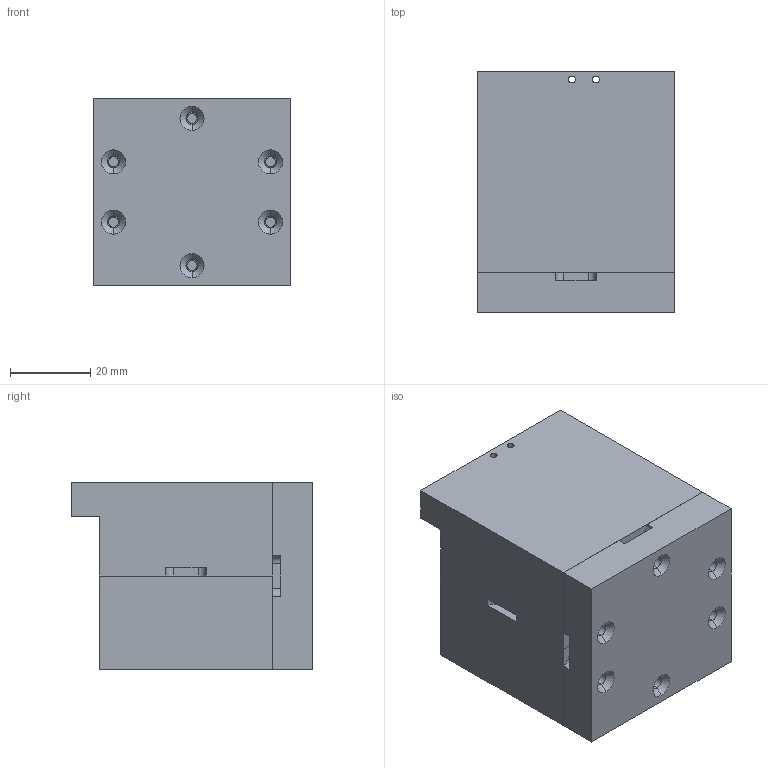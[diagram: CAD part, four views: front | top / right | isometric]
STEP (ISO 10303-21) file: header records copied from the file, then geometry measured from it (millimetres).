
FILE_DESCRIPTION (( 'STEP AP214' ), '1' );
FILE_NAME ('mould standard.STEP', '2020-08-25T10:05:02', ( '' ), ( '' ), 'SwSTEP 2.0', 'SolidWorks 2016', '' );
FILE_SCHEMA (( 'AUTOMOTIVE_DESIGN' ));
Length unit declared in the file: millimetre
Products named in the file (1): mould standard
Bounding box: 49.17 x 60.25 x 46.71 mm (x, y, z)
Volume: 90093.7 mm3; surface area: 26673.4 mm2
Topology: 3 solids, 3 shells, 112 faces, 278 edges, 180 vertices
Faces by surface type: cylinder 48, plane 48, cone 16
Entity records: 3438 total; most frequent: DIRECTION 616, CARTESIAN_POINT 571, ORIENTED_EDGE 556, EDGE_CURVE 278, AXIS2_PLACEMENT_3D 225, VERTEX_POINT 180, VECTOR 166, LINE 166
